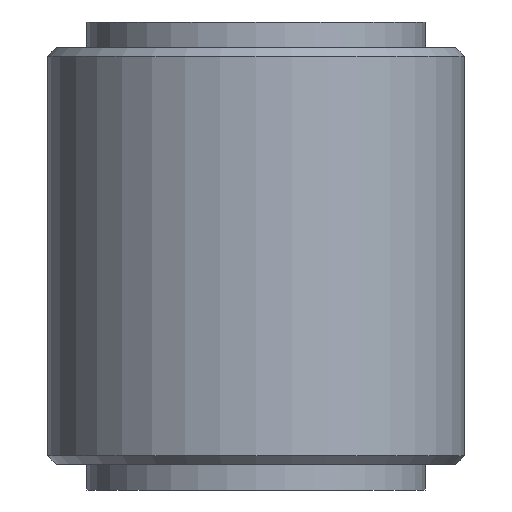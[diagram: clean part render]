
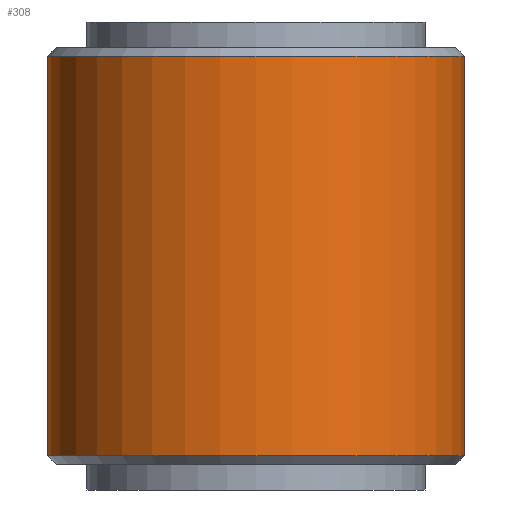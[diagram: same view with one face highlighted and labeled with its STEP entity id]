
A CAD part, front view. The second image highlights one B-rep face of the part: STEP entity #308.
In plain terms, the highlighted cylindrical face has radius 12.7 mm (diameter 25.4 mm), a full revolution.
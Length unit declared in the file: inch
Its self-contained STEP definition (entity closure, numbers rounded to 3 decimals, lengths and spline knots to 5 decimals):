
#10 = FACE_OUTER_BOUND ( 'NONE', #110, .T. ) ;
#18 = CIRCLE ( 'NONE', #218, 0.5 ) ;
#28 = ORIENTED_EDGE ( 'NONE', *, *, #299, .T. ) ;
#45 = CARTESIAN_POINT ( 'NONE',  ( 0.5, 0., 0.02 ) ) ;
#50 = DIRECTION ( 'NONE',  ( 0., 0., 1. ) ) ;
#69 = AXIS2_PLACEMENT_3D ( 'NONE', #101, #284, #263 ) ;
#101 = CARTESIAN_POINT ( 'NONE',  ( 0., 0., 0. ) ) ;
#110 = EDGE_LOOP ( 'NONE', ( #28 ) ) ;
#141 = CYLINDRICAL_SURFACE ( 'NONE', #69, 0.5 ) ;
#148 = CARTESIAN_POINT ( 'NONE',  ( 0.5, 0., 0.98 ) ) ;
#151 = VERTEX_POINT ( 'NONE', #45 ) ;
#159 = FACE_OUTER_BOUND ( 'NONE', #281, .T. ) ;
#208 = DIRECTION ( 'NONE',  ( 0., 0., -1. ) ) ;
#218 = AXIS2_PLACEMENT_3D ( 'NONE', #267, #208, #322 ) ;
#224 = CIRCLE ( 'NONE', #253, 0.5 ) ;
#251 = EDGE_CURVE ( 'NONE', #151, #151, #224, .T. ) ;
#253 = AXIS2_PLACEMENT_3D ( 'NONE', #282, #50, #290 ) ;
#263 = DIRECTION ( 'NONE',  ( 1., 0., 0. ) ) ;
#267 = CARTESIAN_POINT ( 'NONE',  ( 0., 0., 0.98 ) ) ;
#281 = EDGE_LOOP ( 'NONE', ( #366 ) ) ;
#282 = CARTESIAN_POINT ( 'NONE',  ( 0., 0., 0.02 ) ) ;
#284 = DIRECTION ( 'NONE',  ( 0., 0., 1. ) ) ;
#290 = DIRECTION ( 'NONE',  ( 1., 0., 0. ) ) ;
#299 = EDGE_CURVE ( 'NONE', #316, #316, #18, .T. ) ;
#308 = ADVANCED_FACE ( 'NONE', ( #159, #10 ), #141, .T. ) ;
#316 = VERTEX_POINT ( 'NONE', #148 ) ;
#322 = DIRECTION ( 'NONE',  ( 1., 0., 0. ) ) ;
#366 = ORIENTED_EDGE ( 'NONE', *, *, #251, .T. ) ;
